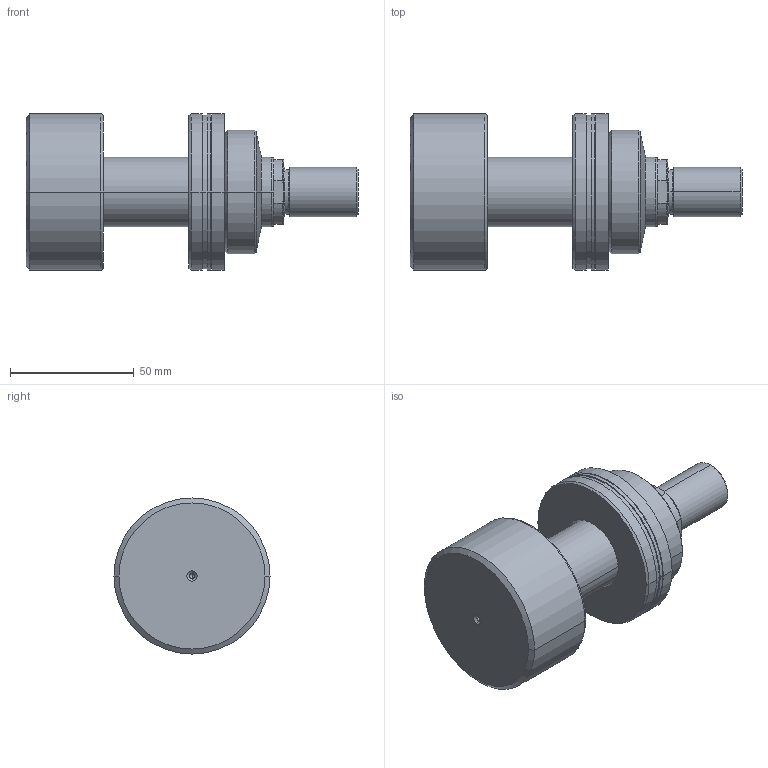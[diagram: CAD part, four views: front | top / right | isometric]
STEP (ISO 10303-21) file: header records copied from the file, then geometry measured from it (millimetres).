
FILE_DESCRIPTION (( 'STEP AP203' ), '1' );
FILE_NAME ('ead6.STEP', '2024-01-08T12:42:03', ( '' ), ( '' ), 'SwSTEP 2.0', 'SolidWorks 2019', '' );
FILE_SCHEMA (( 'CONFIG_CONTROL_DESIGN' ));
Length unit declared in the file: millimetre
Products named in the file (4): V400CL_VC_X 0705f2efa7883ad8915d65f9b8d5a514; ead6; V450CM_MALE_METRIC 0705f2efa7883ad8915d65f9b8d5a514; V400CL_PC_X 0705f2efa7883ad8915d65f9b8d5a514
Assembly tree (3 placements, depth 2):
  ead6
    V400CL_PC_X 0705f2efa7883ad8915d65f9b8d5a514
    V400CL_VC_X 0705f2efa7883ad8915d65f9b8d5a514
    V450CM_MALE_METRIC 0705f2efa7883ad8915d65f9b8d5a514
Bounding box: 134 x 63 x 63 mm (x, y, z)
Volume: 203945.2 mm3; surface area: 34472.8 mm2
Topology: 3 solids, 3 shells, 88 faces, 186 edges, 110 vertices
Faces by surface type: cylinder 32, cone 30, plane 22, torus 4
Entity records: 2764 total; most frequent: DIRECTION 466, CARTESIAN_POINT 410, ORIENTED_EDGE 364, AXIS2_PLACEMENT_3D 198, EDGE_CURVE 182, VERTEX_POINT 110, CIRCLE 104, EDGE_LOOP 100
